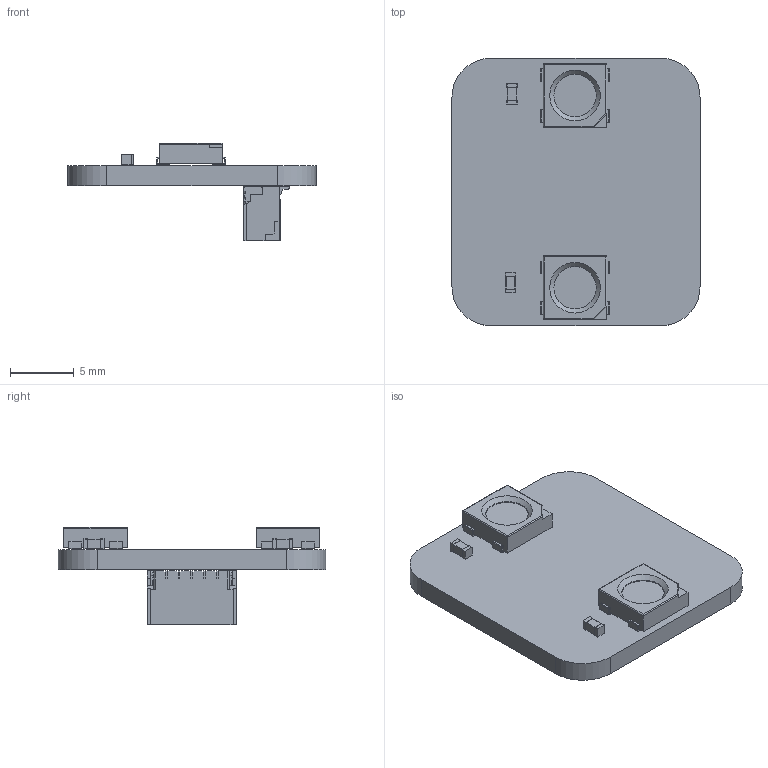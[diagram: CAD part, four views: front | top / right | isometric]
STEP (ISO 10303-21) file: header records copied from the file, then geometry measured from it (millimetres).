
FILE_DESCRIPTION(('KiCad electronic assembly'),'2;1');
FILE_NAME('SpaceCenter_TouchBoard_KiCAD.step','2021-05-17T06:38:07',( 'An Author'),('A Company'),'Open CASCADE STEP processor 6.9', 'KiCad to STEP converter','Unknown');
FILE_SCHEMA(('AUTOMOTIVE_DESIGN { 1 0 10303 214 1 1 1 1 }'));
Length unit declared in the file: millimetre
Products named in the file (8): Open CASCADE STEP translator 6.9 1; C_0603_1608Metric; SOLID; LED_SK6812_PLCC4_5.0x5.0mm_P3.2mm; BM05B-SRSS-TB-LF--SN---3DModel-STEP-56544; COMPOUND
Assembly tree (9 placements, depth 3):
  Open CASCADE STEP translator 6.9 1
    C_0603_1608Metric  x2
      SOLID
    LED_SK6812_PLCC4_5.0x5.0mm_P3.2mm  x2
      SOLID
    BM05B-SRSS-TB-LF--SN---3DModel-STEP-56544
      COMPOUND
    SOLID
Bounding box: 19.51 x 21.01 x 7.65 mm (x, y, z)
Volume: 758.9 mm3; surface area: 1354 mm2
Topology: 23 solids, 24 shells, 560 faces, 1460 edges, 958 vertices
Faces by surface type: plane 464, cylinder 94, cone 2
Full cylindrical faces by diameter (mm): 3.333 x2
Entity records: 31773 total; most frequent: CARTESIAN_POINT 5299, DIRECTION 4574, LINE 3325, VECTOR 3325, ORIENTED_EDGE 2374, PCURVE 2374, DEFINITIONAL_REPRESENTATION 2374, EDGE_CURVE 1187
